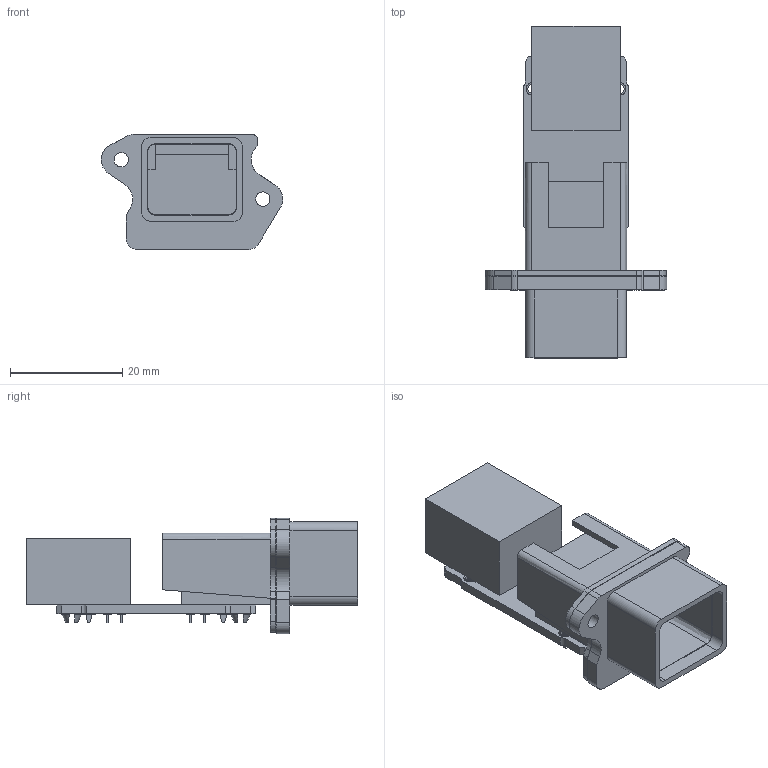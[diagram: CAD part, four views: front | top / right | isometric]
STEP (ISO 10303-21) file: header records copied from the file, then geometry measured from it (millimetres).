
FILE_DESCRIPTION((''),'2;1');
FILE_NAME('09_45.stp','2007-04-10T17:42:46',('User'),( 'SDRC'),'I-DEAS Master Series 9','UNIX','Yes');
FILE_SCHEMA(('AUTOMOTIVE_DESIGN { 1 0 10303 214 1 1 1 1 }'));
Length unit declared in the file: millimetre
Products named in the file (1): 09542451102
Bounding box: 32.3 x 59.08 x 20.5 mm (x, y, z)
Surface area: 7899.8 mm2 (no closed solid volume)
Topology: 0 solids, 2 shells, 455 faces, 1156 edges, 764 vertices
Faces by surface type: bspline 455
Entity records: 14405 total; most frequent: CARTESIAN_POINT 7000, ORIENTED_EDGE 2310, EDGE_CURVE 1158, VERTEX_POINT 766, EDGE_LOOP 543, OVER_RIDING_STYLED_ITEM 511, QUASI_UNIFORM_CURVE 509, FACE_OUTER_BOUND 455
